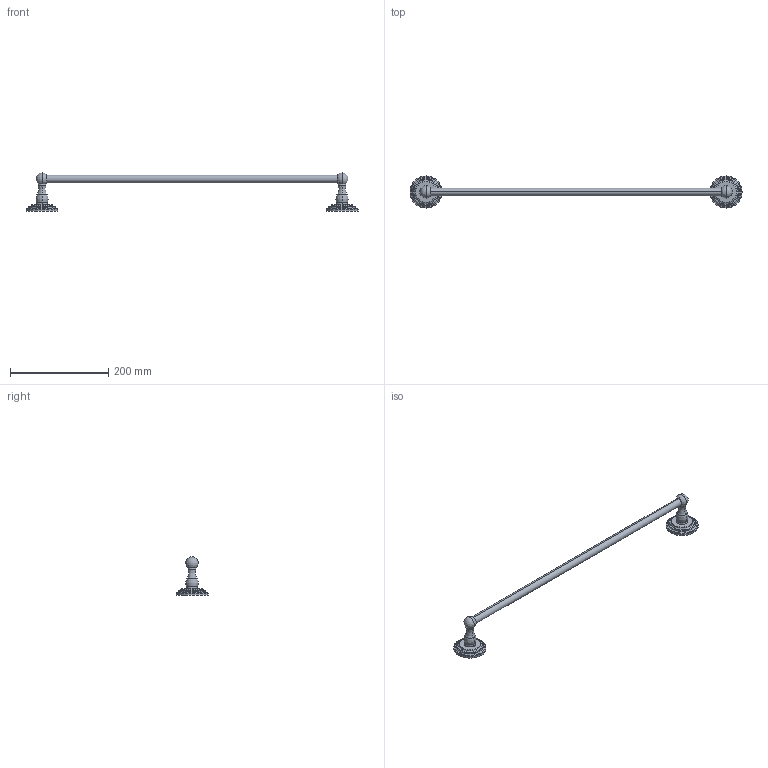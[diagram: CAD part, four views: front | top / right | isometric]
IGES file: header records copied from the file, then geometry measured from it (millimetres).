
Start section:  PTC IGES file: 1103.igs
Global section: file name: 1103.igs; native system: Creo Parametric by PTC Inc.; preprocessor: 2018400; author: Jinson; organization: Unknown; date: 20210812.103717; units: inch
Bounding box: 674.62 x 65.02 x 78.12 mm (x, y, z)
Volume: 224035.5 mm3; surface area: 54453.9 mm2
Topology: 1 solids, 1 shells, 72 faces, 146 edges, 82 vertices
Faces by surface type: revolution 62, bspline 10
